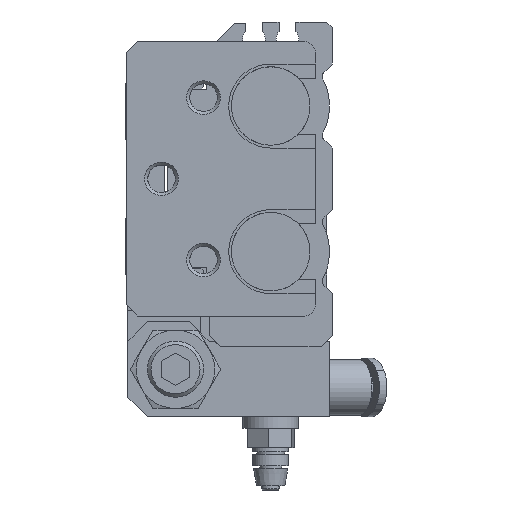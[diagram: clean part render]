
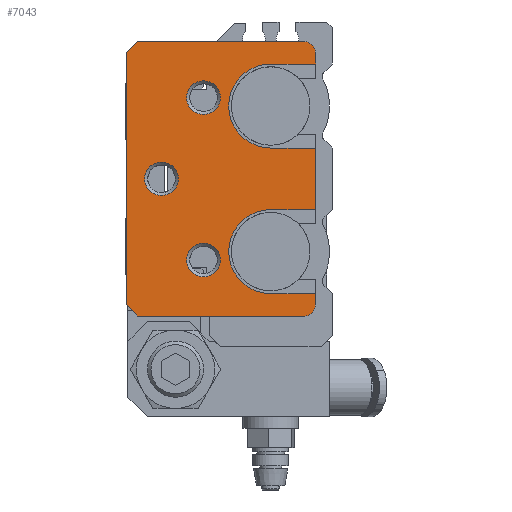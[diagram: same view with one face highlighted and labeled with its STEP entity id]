
A CAD part, left-side view. The second image highlights one B-rep face of the part: STEP entity #7043.
In plain terms, the highlighted face is planar.
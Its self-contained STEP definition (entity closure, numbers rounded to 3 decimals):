
#352=FACE_BOUND('',#1331,.T.);
#353=FACE_BOUND('',#1332,.T.);
#354=FACE_BOUND('',#1333,.T.);
#478=CIRCLE('',#7742,3.);
#482=CIRCLE('',#7749,3.);
#495=CIRCLE('',#7768,3.);
#560=CIRCLE('',#7900,7.5);
#561=CIRCLE('',#7908,7.5);
#562=CIRCLE('',#7915,2.);
#563=CIRCLE('',#7916,2.);
#864=FACE_OUTER_BOUND('',#1330,.T.);
#1330=EDGE_LOOP('',(#5475,#5476,#5477,#5478,#5479,#5480,#5481,#5482,#5483,
#5484,#5485,#5486,#5487,#5488,#5489,#5490));
#1331=EDGE_LOOP('',(#5491));
#1332=EDGE_LOOP('',(#5492));
#1333=EDGE_LOOP('',(#5493));
#1838=LINE('',#11076,#2521);
#1844=LINE('',#11086,#2527);
#1859=LINE('',#11117,#2542);
#1910=LINE('',#11320,#2593);
#1914=LINE('',#11329,#2597);
#1919=LINE('',#11336,#2602);
#1923=LINE('',#11346,#2606);
#1927=LINE('',#11354,#2610);
#1931=LINE('',#11363,#2614);
#1933=LINE('',#11367,#2616);
#1934=LINE('',#11370,#2617);
#1935=LINE('',#11371,#2618);
#2521=VECTOR('',#8974,10.);
#2527=VECTOR('',#8982,10.);
#2542=VECTOR('',#9007,10.);
#2593=VECTOR('',#9234,10.);
#2597=VECTOR('',#9244,10.);
#2602=VECTOR('',#9251,10.);
#2606=VECTOR('',#9263,10.);
#2610=VECTOR('',#9273,10.);
#2614=VECTOR('',#9285,10.);
#2616=VECTOR('',#9289,10.);
#2617=VECTOR('',#9292,10.);
#2618=VECTOR('',#9293,10.);
#3137=VERTEX_POINT('',#10878);
#3145=VERTEX_POINT('',#10900);
#3180=VERTEX_POINT('',#10982);
#3209=VERTEX_POINT('',#11073);
#3210=VERTEX_POINT('',#11075);
#3213=VERTEX_POINT('',#11084);
#3223=VERTEX_POINT('',#11114);
#3224=VERTEX_POINT('',#11116);
#3287=VERTEX_POINT('',#11318);
#3288=VERTEX_POINT('',#11319);
#3289=VERTEX_POINT('',#11324);
#3290=VERTEX_POINT('',#11328);
#3291=VERTEX_POINT('',#11334);
#3292=VERTEX_POINT('',#11344);
#3293=VERTEX_POINT('',#11345);
#3294=VERTEX_POINT('',#11350);
#3295=VERTEX_POINT('',#11362);
#3296=VERTEX_POINT('',#11366);
#3297=VERTEX_POINT('',#11369);
#3854=EDGE_CURVE('',#3137,#3137,#478,.T.);
#3865=EDGE_CURVE('',#3145,#3145,#482,.T.);
#3906=EDGE_CURVE('',#3180,#3180,#495,.T.);
#3950=EDGE_CURVE('',#3210,#3209,#1838,.T.);
#3956=EDGE_CURVE('',#3209,#3213,#1844,.T.);
#3971=EDGE_CURVE('',#3224,#3223,#1859,.T.);
#4068=EDGE_CURVE('',#3287,#3288,#1910,.T.);
#4071=EDGE_CURVE('',#3289,#3287,#560,.T.);
#4073=EDGE_CURVE('',#3290,#3289,#1914,.T.);
#4078=EDGE_CURVE('',#3288,#3291,#1919,.T.);
#4082=EDGE_CURVE('',#3292,#3293,#1923,.T.);
#4085=EDGE_CURVE('',#3294,#3292,#561,.T.);
#4087=EDGE_CURVE('',#3291,#3294,#1927,.T.);
#4091=EDGE_CURVE('',#3295,#3290,#1931,.T.);
#4093=EDGE_CURVE('',#3293,#3296,#1933,.T.);
#4094=EDGE_CURVE('',#3296,#3224,#562,.T.);
#4095=EDGE_CURVE('',#3223,#3297,#1934,.T.);
#4096=EDGE_CURVE('',#3297,#3210,#1935,.T.);
#4097=EDGE_CURVE('',#3213,#3295,#563,.T.);
#5475=ORIENTED_EDGE('',*,*,#4068,.T.);
#5476=ORIENTED_EDGE('',*,*,#4078,.T.);
#5477=ORIENTED_EDGE('',*,*,#4087,.T.);
#5478=ORIENTED_EDGE('',*,*,#4085,.T.);
#5479=ORIENTED_EDGE('',*,*,#4082,.T.);
#5480=ORIENTED_EDGE('',*,*,#4093,.T.);
#5481=ORIENTED_EDGE('',*,*,#4094,.T.);
#5482=ORIENTED_EDGE('',*,*,#3971,.T.);
#5483=ORIENTED_EDGE('',*,*,#4095,.T.);
#5484=ORIENTED_EDGE('',*,*,#4096,.T.);
#5485=ORIENTED_EDGE('',*,*,#3950,.T.);
#5486=ORIENTED_EDGE('',*,*,#3956,.T.);
#5487=ORIENTED_EDGE('',*,*,#4097,.T.);
#5488=ORIENTED_EDGE('',*,*,#4091,.T.);
#5489=ORIENTED_EDGE('',*,*,#4073,.T.);
#5490=ORIENTED_EDGE('',*,*,#4071,.T.);
#5491=ORIENTED_EDGE('',*,*,#3854,.T.);
#5492=ORIENTED_EDGE('',*,*,#3865,.T.);
#5493=ORIENTED_EDGE('',*,*,#3906,.T.);
#6686=PLANE('',#7914);
#7043=ADVANCED_FACE('',(#864,#352,#353,#354),#6686,.T.);
#7742=AXIS2_PLACEMENT_3D('',#10880,#8788,#8789);
#7749=AXIS2_PLACEMENT_3D('',#10902,#8809,#8810);
#7768=AXIS2_PLACEMENT_3D('',#10984,#8875,#8876);
#7900=AXIS2_PLACEMENT_3D('',#11325,#9239,#9240);
#7908=AXIS2_PLACEMENT_3D('',#11351,#9268,#9269);
#7914=AXIS2_PLACEMENT_3D('',#11365,#9287,#9288);
#7915=AXIS2_PLACEMENT_3D('',#11368,#9290,#9291);
#7916=AXIS2_PLACEMENT_3D('',#11372,#9294,#9295);
#8788=DIRECTION('center_axis',(0.,0.,-1.));
#8789=DIRECTION('ref_axis',(1.,0.,0.));
#8809=DIRECTION('center_axis',(0.,0.,-1.));
#8810=DIRECTION('ref_axis',(1.,0.,0.));
#8875=DIRECTION('center_axis',(0.,0.,-1.));
#8876=DIRECTION('ref_axis',(1.,0.,0.));
#8974=DIRECTION('',(-0.707,-0.707,0.));
#8982=DIRECTION('',(0.,-1.,0.));
#9007=DIRECTION('',(0.,1.,0.));
#9234=DIRECTION('',(0.,-1.,0.));
#9239=DIRECTION('center_axis',(0.,0.,-1.));
#9240=DIRECTION('ref_axis',(1.,0.,0.));
#9244=DIRECTION('',(0.,1.,0.));
#9251=DIRECTION('',(1.,0.,0.));
#9263=DIRECTION('',(0.,-1.,0.));
#9268=DIRECTION('center_axis',(0.,0.,-1.));
#9269=DIRECTION('ref_axis',(1.,0.,0.));
#9273=DIRECTION('',(0.,1.,0.));
#9285=DIRECTION('',(1.,0.,0.));
#9287=DIRECTION('center_axis',(0.,0.,1.));
#9288=DIRECTION('ref_axis',(1.,0.,0.));
#9289=DIRECTION('',(1.,0.,0.));
#9290=DIRECTION('center_axis',(0.,0.,1.));
#9291=DIRECTION('ref_axis',(0.,-1.,0.));
#9292=DIRECTION('',(-0.707,0.707,0.));
#9293=DIRECTION('',(-1.,0.,0.));
#9294=DIRECTION('center_axis',(0.,0.,1.));
#9295=DIRECTION('ref_axis',(-1.,0.,0.));
#10878=CARTESIAN_POINT('',(11.5,23.,108.));
#10880=CARTESIAN_POINT('Origin',(14.5,23.,108.));
#10900=CARTESIAN_POINT('',(-17.5,23.,108.));
#10902=CARTESIAN_POINT('Origin',(-14.5,23.,108.));
#10982=CARTESIAN_POINT('',(-3.,30.5,108.));
#10984=CARTESIAN_POINT('Origin',(0.,30.5,108.));
#11073=CARTESIAN_POINT('',(-24.5,34.7,108.));
#11075=CARTESIAN_POINT('',(-22.5,36.7,108.));
#11076=CARTESIAN_POINT('',(-22.5,36.7,108.));
#11084=CARTESIAN_POINT('',(-24.5,5.,108.));
#11086=CARTESIAN_POINT('',(-24.5,34.7,108.));
#11114=CARTESIAN_POINT('',(24.5,34.7,108.));
#11116=CARTESIAN_POINT('',(24.5,5.,108.));
#11117=CARTESIAN_POINT('',(24.5,5.,108.));
#11318=CARTESIAN_POINT('',(-5.5,11.,108.));
#11319=CARTESIAN_POINT('',(-5.5,3.,108.));
#11320=CARTESIAN_POINT('',(-5.5,15.468,108.));
#11324=CARTESIAN_POINT('',(-20.5,11.,108.));
#11325=CARTESIAN_POINT('Origin',(-13.,11.,108.));
#11328=CARTESIAN_POINT('',(-20.5,3.,108.));
#11329=CARTESIAN_POINT('',(-20.5,11.468,108.));
#11334=CARTESIAN_POINT('',(5.5,3.,108.));
#11336=CARTESIAN_POINT('',(-22.5,3.,108.));
#11344=CARTESIAN_POINT('',(20.5,11.,108.));
#11345=CARTESIAN_POINT('',(20.5,3.,108.));
#11346=CARTESIAN_POINT('',(20.5,15.468,108.));
#11350=CARTESIAN_POINT('',(5.5,11.,108.));
#11351=CARTESIAN_POINT('Origin',(13.,11.,108.));
#11354=CARTESIAN_POINT('',(5.5,11.468,108.));
#11362=CARTESIAN_POINT('',(-22.5,3.,108.));
#11363=CARTESIAN_POINT('',(-22.5,3.,108.));
#11365=CARTESIAN_POINT('Origin',(0.,19.936,108.));
#11366=CARTESIAN_POINT('',(22.5,3.,108.));
#11367=CARTESIAN_POINT('',(-22.5,3.,108.));
#11368=CARTESIAN_POINT('Origin',(22.5,5.,108.));
#11369=CARTESIAN_POINT('',(22.5,36.7,108.));
#11370=CARTESIAN_POINT('',(24.5,34.7,108.));
#11371=CARTESIAN_POINT('',(22.5,36.7,108.));
#11372=CARTESIAN_POINT('Origin',(-22.5,5.,108.));
